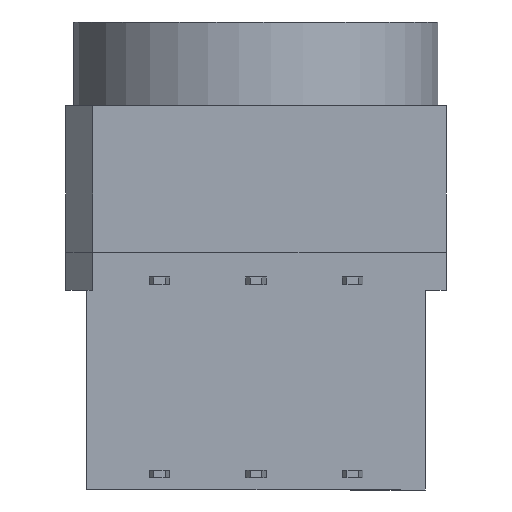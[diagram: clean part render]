
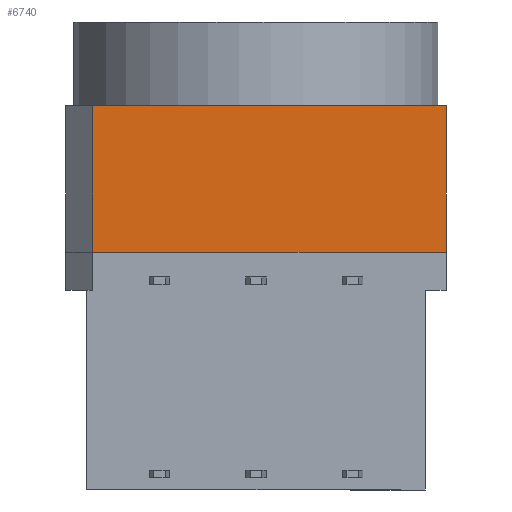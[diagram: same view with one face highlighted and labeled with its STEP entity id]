
A CAD part, left-side view. The second image highlights one B-rep face of the part: STEP entity #6740.
In plain terms, the highlighted planar face has unit normal (-1, 0, 0).
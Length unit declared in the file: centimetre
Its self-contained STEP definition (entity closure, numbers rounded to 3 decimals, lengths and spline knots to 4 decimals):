
#414=FACE_OUTER_BOUND('',#805,.T.);
#805=EDGE_LOOP('',(#4506,#4507,#4508,#4509));
#1254=LINE('',#8805,#2030);
#1257=LINE('',#8811,#2033);
#1264=LINE('',#8827,#2040);
#1265=LINE('',#8828,#2041);
#2030=VECTOR('',#7459,1.);
#2033=VECTOR('',#7464,1.);
#2040=VECTOR('',#7475,1.);
#2041=VECTOR('',#7476,1.);
#2800=VERTEX_POINT('',#8802);
#2801=VERTEX_POINT('',#8804);
#2803=VERTEX_POINT('',#8810);
#2810=VERTEX_POINT('',#8826);
#3472=EDGE_CURVE('',#2801,#2800,#1254,.T.);
#3475=EDGE_CURVE('',#2803,#2801,#1257,.T.);
#3483=EDGE_CURVE('',#2810,#2800,#1264,.T.);
#3484=EDGE_CURVE('',#2803,#2810,#1265,.T.);
#4506=ORIENTED_EDGE('',*,*,#3472,.T.);
#4507=ORIENTED_EDGE('',*,*,#3483,.F.);
#4508=ORIENTED_EDGE('',*,*,#3484,.F.);
#4509=ORIENTED_EDGE('',*,*,#3475,.T.);
#6463=PLANE('',#7145);
#6740=ADVANCED_FACE('',(#414),#6463,.T.);
#7145=AXIS2_PLACEMENT_3D('',#8825,#7473,#7474);
#7459=DIRECTION('',(0.,0.,-1.));
#7464=DIRECTION('',(0.,1.,0.));
#7473=DIRECTION('center_axis',(-1.,0.,0.));
#7474=DIRECTION('ref_axis',(0.,0.,
1.));
#7475=DIRECTION('',(0.,1.,0.));
#7476=DIRECTION('',(0.,0.,-1.));
#8802=CARTESIAN_POINT('',(-0.5,0.4293,-0.1525));
#8804=CARTESIAN_POINT('',(-0.5,0.4293,0.2325));
#8805=CARTESIAN_POINT('',(-0.5,0.4293,0.1362));
#8810=CARTESIAN_POINT('',(-0.5,-0.5,0.2325));
#8811=CARTESIAN_POINT('',(-0.5,0.5,0.2325));
#8825=CARTESIAN_POINT('Origin',(-0.5,-0.5,0.04));
#8826=CARTESIAN_POINT('',(-0.5,-0.5,-0.1525));
#8827=CARTESIAN_POINT('',(-0.5,-0.5,-0.1525));
#8828=CARTESIAN_POINT('',(-0.5,-0.5,0.04));
